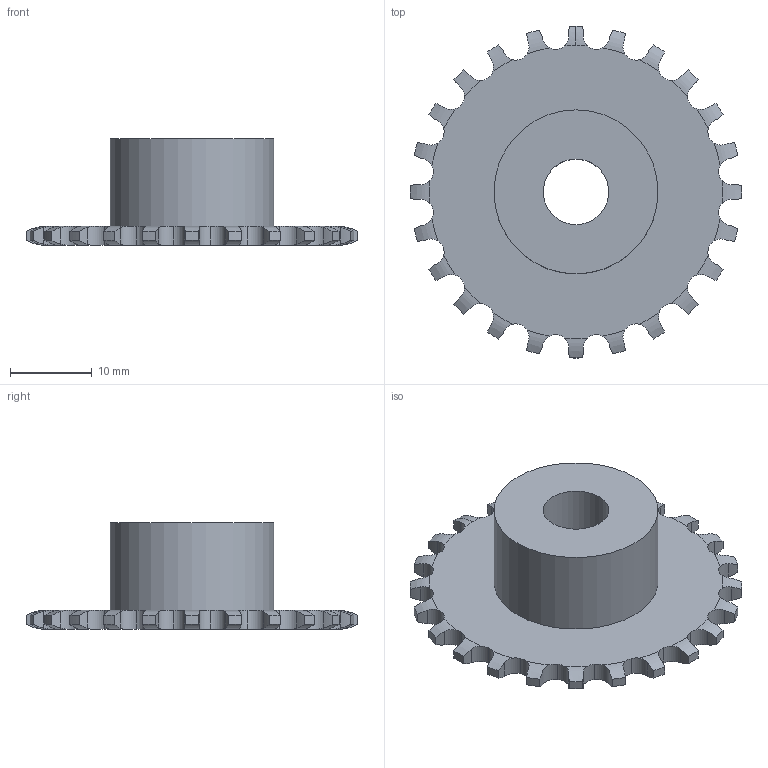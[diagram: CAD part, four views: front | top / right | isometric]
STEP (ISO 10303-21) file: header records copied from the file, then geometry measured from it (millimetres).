
FILE_DESCRIPTION(('FreeCAD Model'),'2;1');
FILE_NAME('Open CASCADE Shape Model','2021-02-24T19:09:44',('Author'),( ''),'Open CASCADE STEP processor 7.4','FreeCAD','Unknown');
FILE_SCHEMA(('AUTOMOTIVE_DESIGN { 1 0 10303 214 1 1 1 1 }'));
Length unit declared in the file: millimetre
Products named in the file (1): Hole
Bounding box: 40.5 x 40.5 x 13 mm (x, y, z)
Volume: 5206.8 mm3; surface area: 3504.2 mm2
Topology: 1 solids, 1 shells, 175 faces, 564 edges, 392 vertices
Faces by surface type: cylinder 122, revolution 50, plane 3
Full cylindrical faces by diameter (mm): 8 x1, 20 x1
Entity records: 20583 total; most frequent: CARTESIAN_POINT 10392, DIRECTION 1669, ORIENTED_EDGE 1128, PCURVE 1128, DEFINITIONAL_REPRESENTATION 1128, LINE 668, VECTOR 668, B_SPLINE_CURVE_WITH_KNOTS 576
